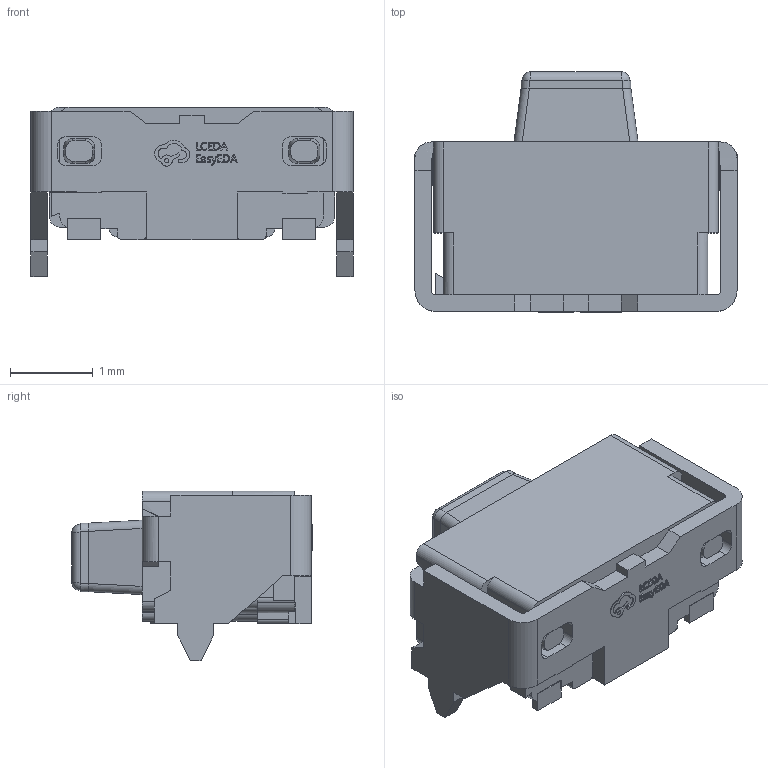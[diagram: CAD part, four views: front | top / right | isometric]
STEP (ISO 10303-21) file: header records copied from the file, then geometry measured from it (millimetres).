
FILE_DESCRIPTION (( 'STEP AP214' ), '1' );
FILE_NAME ('SW-TH_PANASONIC_EVPAKE31A.STEP', '2023-02-15T13:25:47', ( '' ), ( '' ), 'SwSTEP 2.0', 'SolidWorks 2020', '' );
FILE_SCHEMA (( 'AUTOMOTIVE_DESIGN' ));
Length unit declared in the file: millimetre
Products named in the file (1): SW-TH_PANASONIC_EVPAKE31A
Bounding box: 3.9 x 2.91 x 2.05 mm (x, y, z)
Volume: 12.1 mm3; surface area: 51.2 mm2
Topology: 1 solids, 1 shells, 466 faces, 1309 edges, 854 vertices
Faces by surface type: plane 296, bspline 100, cylinder 66, sphere 4
Entity records: 20557 total; most frequent: CARTESIAN_POINT 4173, ORIENTED_EDGE 2610, DIRECTION 1861, EDGE_CURVE 1305, VECTOR 927, LINE 927, VERTEX_POINT 854, EDGE_LOOP 491
